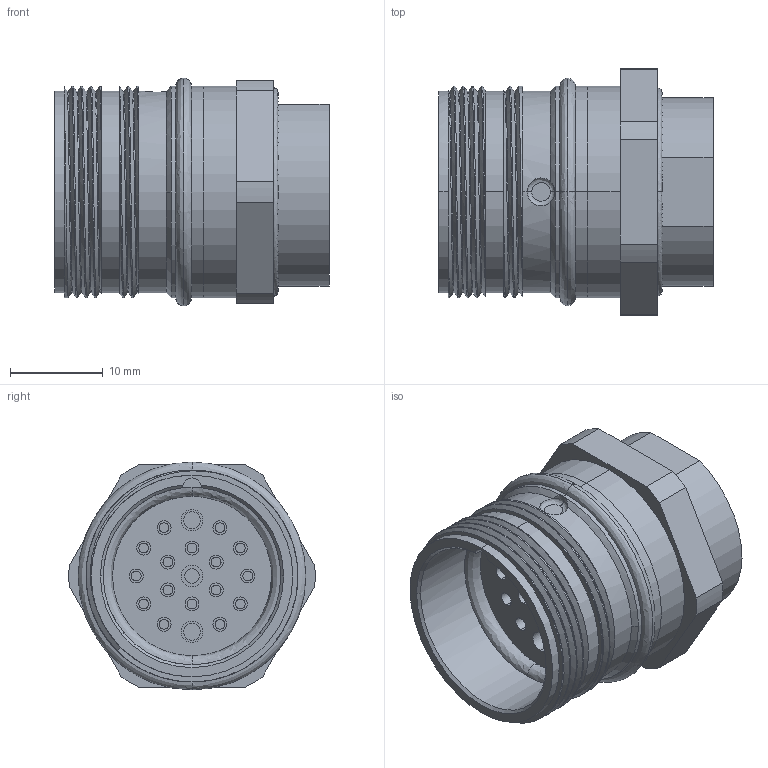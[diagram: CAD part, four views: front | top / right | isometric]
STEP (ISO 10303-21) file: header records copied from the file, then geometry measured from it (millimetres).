
FILE_DESCRIPTION (( 'STEP AP203' ), '1' );
FILE_NAME ('P393.STEP', '2020-04-15T07:25:35', ( 'edpusr' ), ( 'Microsoft' ), 'SwSTEP 2.0', 'SolidWorks 2015', '' );
FILE_SCHEMA (( 'CONFIG_CONTROL_DESIGN' ));
Length unit declared in the file: millimetre
Products named in the file (1): P393
Bounding box: 29.5 x 26.49 x 24.5 mm (x, y, z)
Volume: 6801.5 mm3; surface area: 6642.9 mm2
Topology: 2 solids, 2 shells, 366 faces, 986 edges, 630 vertices
Faces by surface type: cylinder 214, plane 101, bspline 45, cone 6
Entity records: 14848 total; most frequent: CARTESIAN_POINT 5732, DIRECTION 1914, ORIENTED_EDGE 1896, EDGE_CURVE 948, AXIS2_PLACEMENT_3D 768, VERTEX_POINT 630, EDGE_LOOP 448, CIRCLE 446
